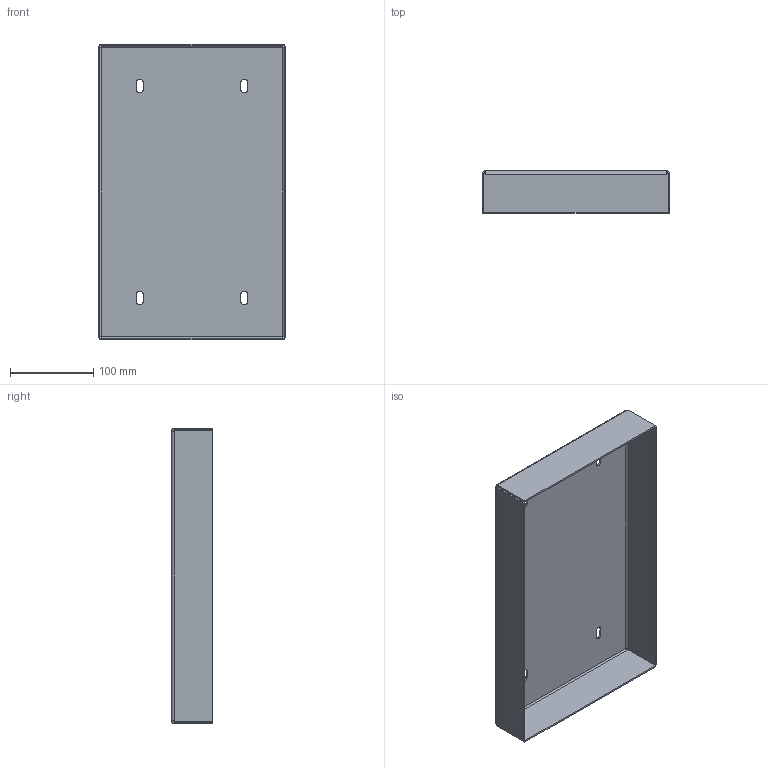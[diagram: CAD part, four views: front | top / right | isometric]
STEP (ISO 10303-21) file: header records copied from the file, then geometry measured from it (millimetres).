
FILE_DESCRIPTION(/* description */ ('STEP AP214'),/* implementation_level */ '2;1');
FILE_NAME(/* name */ '68cd01317c4a8d7601c5eeec',/* time_stamp */ '2025-09-19T07:07:30Z',/* author */ (''),/* organization */ (''),/* preprocessor_version */ 'ST-DEVELOPER v20',/* originating_system */ 'ONSHAPE BY PTC INC, 1.203',/* authorisation */ ' ');
FILE_SCHEMA (('AUTOMOTIVE_DESIGN {1 0 10303 214 3 1 1}'));
Length unit declared in the file: metre
Products named in the file (1): Part 1
Bounding box: 225 x 50 x 354 mm (x, y, z)
Volume: 264747 mm3; surface area: 268205 mm2
Topology: 1 solids, 1 shells, 62 faces, 148 edges, 88 vertices
Faces by surface type: plane 46, cylinder 16
Entity records: 1794 total; most frequent: DIRECTION 306, CARTESIAN_POINT 299, ORIENTED_EDGE 296, EDGE_CURVE 148, LINE 116, VECTOR 116, AXIS2_PLACEMENT_3D 95, VERTEX_POINT 88
